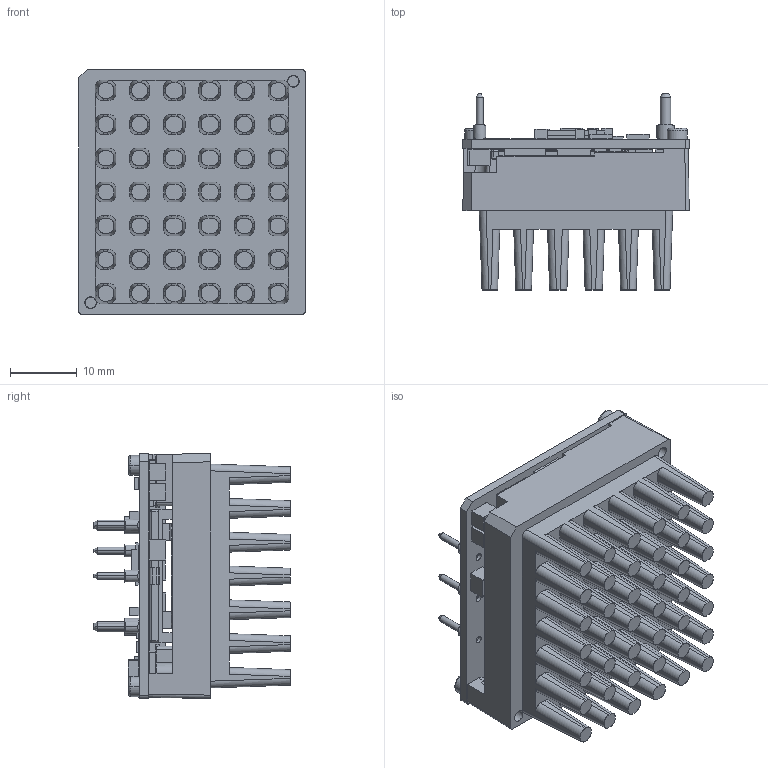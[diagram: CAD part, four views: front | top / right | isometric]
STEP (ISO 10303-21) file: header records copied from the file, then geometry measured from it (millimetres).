
FILE_DESCRIPTION((''),'2;1');
FILE_NAME('I7C_ZP00309_ASM','2022-11-22T10:02:07',('Cyrus.Cheng'),(''),'CREO PARAMETRIC BY PTC INC, 2018500','CREO PARAMETRIC BY PTC INC, 2018500','');
FILE_SCHEMA(('AUTOMOTIVE_DESIGN { 1 0 10303 214 1 1 1 1 }'));
Length unit declared in the file: inch
Products named in the file (25): I7C_PWB; ZP00206_01; ZP00232_01; 1206_CAP_COLOR; 1206_RLP32; 0805_CAP_COLOR; TSSOP28_BLOCK_01; 1210_CAP_2R5MM; 0805_RES; 5X6X1FET_BLOCK; ERU19_FERRITE; ERU19_WIND; EUR_19_LEG1; EUR_19_LEG2; EUR_19_BASE; EUR_19_LEG3; EUR_19_ASM_ASM; AP00029; 1206_RES_COLOR; I7C_BARE_UNIT_ASM; GAP-FILLER-BLOCK8; GAP-FILLER-BLOCK4; ZP00309_MP_00; ZP00264_SIMPLE; I7C_ZP00309_ASM
Assembly tree (51 placements, depth 4):
  I7C_ZP00309_ASM
    I7C_BARE_UNIT_ASM
      I7C_PWB
      ZP00206_01  x2
      ZP00232_01  x5
      1206_CAP_COLOR  x3
      1206_RLP32  x4
      0805_CAP_COLOR  x4
      TSSOP28_BLOCK_01
      1210_CAP_2R5MM  x9
      0805_RES
      5X6X1FET_BLOCK  x4
      EUR_19_ASM_ASM
        ERU19_FERRITE
        ERU19_WIND
        EUR_19_LEG1
        EUR_19_LEG2
        EUR_19_BASE
        EUR_19_LEG3
      AP00029
      1206_RES_COLOR  x2
    GAP-FILLER-BLOCK8  x2
    GAP-FILLER-BLOCK4
    ZP00309_MP_00
    ZP00264_SIMPLE  x2
Bounding box: 34.04 x 29.49 x 36.83 mm (x, y, z)
Volume: 16093.1 mm3; surface area: 16923.9 mm2
Topology: 49 solids, 56 shells, 1211 faces, 3080 edges, 2010 vertices
Faces by surface type: plane 815, cylinder 316, cone 72, sphere 4, torus 4
Entity records: 32639 total; most frequent: CARTESIAN_POINT 6436, ORIENTED_EDGE 3968, DIRECTION 3534, EDGE_CURVE 1984, PRESENTATION_STYLE_ASSIGNMENT 1981, STYLED_ITEM 1961, CURVE_STYLE 1924, VECTOR 1374
